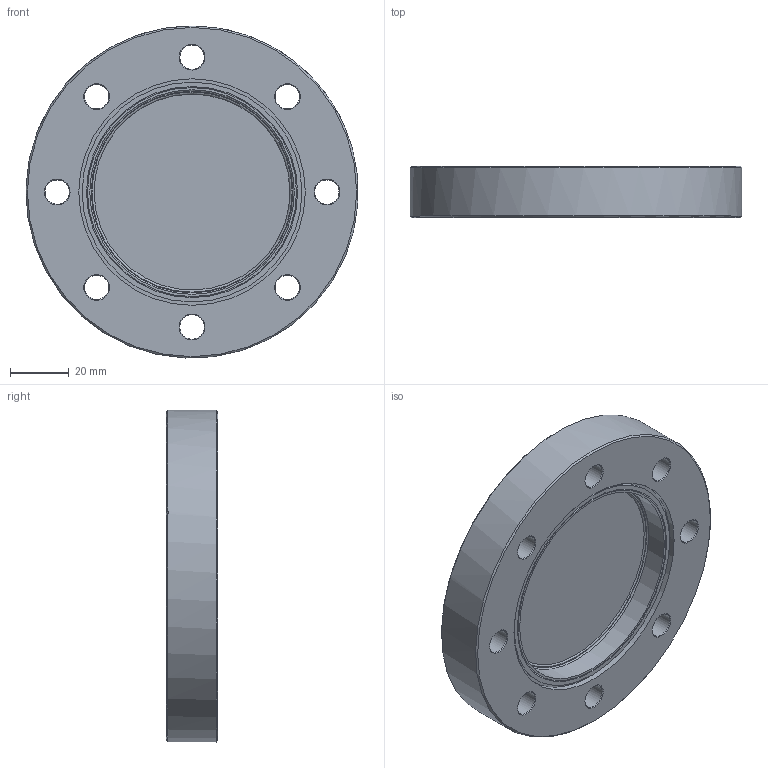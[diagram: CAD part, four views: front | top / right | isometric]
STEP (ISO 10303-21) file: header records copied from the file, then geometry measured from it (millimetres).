
FILE_DESCRIPTION (( 'STEP AP214' ), '1' );
FILE_NAME ('VPZ64.STEP', '2021-09-08T14:47:32', ( '' ), ( '' ), 'SwSTEP 2.0', 'SolidWorks 2021', '' );
FILE_SCHEMA (( 'AUTOMOTIVE_DESIGN' ));
Length unit declared in the file: millimetre
Products named in the file (4): VPZ64; VPZ63; VPZ63-WELD RING; VPZ63-GLASS
Assembly tree (3 placements, depth 2):
  VPZ64
    VPZ63
    VPZ63-WELD RING
    VPZ63-GLASS
Bounding box: 113.4 x 17.46 x 113.41 mm (x, y, z)
Volume: 109839.2 mm3; surface area: 40253.9 mm2
Topology: 3 solids, 3 shells, 66 faces, 136 edges, 82 vertices
Faces by surface type: cone 23, cylinder 21, plane 14, torus 8
Full cylindrical faces by diameter (mm): 8.3 x8, 66.88 x1, 66.9 x1, 68.38 x1, 69.839 x1, 69.88 x1, 71.38 x1, 72.079 x1, 75.079 x1, 77.379 x1, 82.6 x1, 113.45 x1
Entity records: 1734 total; most frequent: CARTESIAN_POINT 308, DIRECTION 292, ORIENTED_EDGE 176, AXIS2_PLACEMENT_3D 144, EDGE_LOOP 138, FACE_OUTER_BOUND 93, EDGE_CURVE 88, VERTEX_POINT 80
